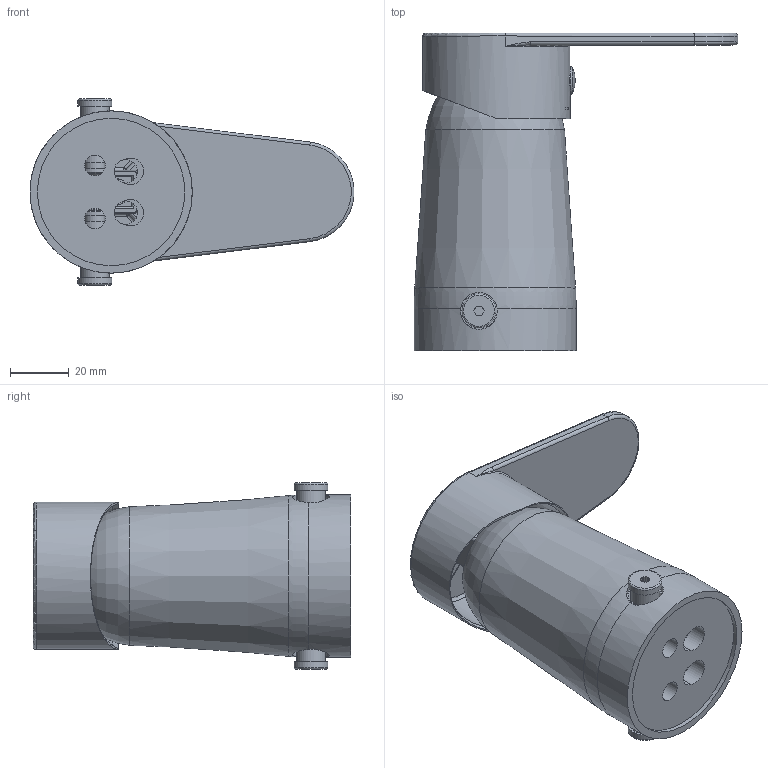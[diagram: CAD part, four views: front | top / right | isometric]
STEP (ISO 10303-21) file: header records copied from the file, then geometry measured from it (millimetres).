
FILE_DESCRIPTION (( 'STEP AP203' ), '1' );
FILE_NAME ('36BP11017.STEP', '2025-11-05T11:56:31', ( '' ), ( '' ), 'SwSTEP 2.0', 'SolidWorks 2021', '' );
FILE_SCHEMA (( 'CONFIG_CONTROL_DESIGN' ));
Length unit declared in the file: millimetre
Products named in the file (1): 36BP11017
Bounding box: 109.84 x 107.7 x 63.1 mm (x, y, z)
Volume: 106924.6 mm3; surface area: 51979.4 mm2
Topology: 6 solids, 6 shells, 307 faces, 729 edges, 448 vertices
Faces by surface type: plane 119, cylinder 107, cone 25, torus 23, sphere 17, bspline 16
Full cylindrical faces by diameter (mm): 3 x1, 3.5 x1, 4.1 x1, 4.25 x1, 4.8 x1, 5 x1, 5.5 x2, 6.8 x5, 7 x3, 7.25 x1, 8 x2, 9 x1, 9.5 x1, 9.8 x6, 10.15 x1, 11.5 x2, 12.5 x2, 33.5 x1, 39.1 x1, 40.5 x1, 40.6 x1, 43.5 x1, 48 x1, 50 x2, 55 x1
Entity records: 11091 total; most frequent: CARTESIAN_POINT 4477, DIRECTION 1379, ORIENTED_EDGE 1244, EDGE_CURVE 622, AXIS2_PLACEMENT_3D 558, VERTEX_POINT 427, EDGE_LOOP 425, FACE_OUTER_BOUND 355
